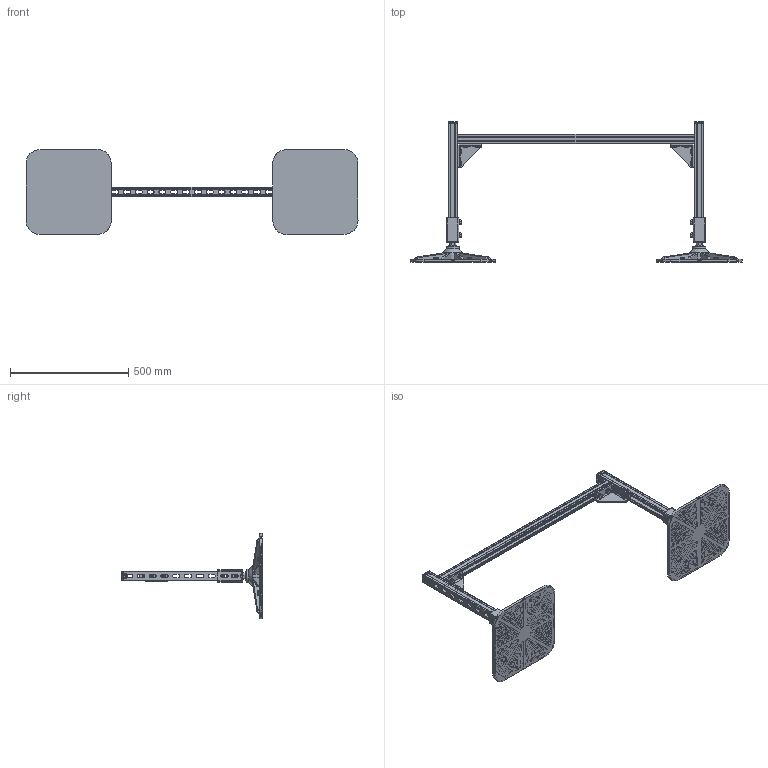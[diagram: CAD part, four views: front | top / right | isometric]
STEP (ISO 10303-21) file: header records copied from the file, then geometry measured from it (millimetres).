
FILE_DESCRIPTION(/* description */ (''),/* implementation_level */ '2;1');
FILE_NAME(/* name */ 'KM-TR-F-SSHRAD-1000x500.iam.stp',/* time_stamp */ '2024-05-20T14:42:53+03:00',/* author */ ('Данилков С.А.'),/* organization */ (''),/* preprocessor_version */ 'ST-DEVELOPER v19.2',/* originating_system */ 'Autodesk Inventor 2023',/* authorisation */ '');
FILE_SCHEMA (('AUTOMOTIVE_DESIGN { 1 0 10303 214 3 1 1 }'));
Products named in the file (21): KM-TR-F-SSfHCAD-D80; СДЕН.304110.1000.250; СДЕН.304110.0500.250; 30843.41; СДЕН.435001.05.01.450; KM-TR-F-KOP41-41; СДЕН433103.03; 433103.04; 433103.05 Шайба сфера; DIN 934 - M16; СДЕН.433103.02; 433103.06 Шайба сфера 
большая; DIN 933 - M16  x 60; СДЕН.433103.01; 450210.10 Гайка канальная 
М10, GK10; СДЕН.435001.05.02; СДЕН.308130.001; DIN 125-2 - A 10,5; DIN 127 - A 10; DIN 933 - M10  x 30; 450210.12 Гайка канальная 
М12, GK12
Assembly tree (43 placements, depth 4):
  KM-TR-F-SSfHCAD-D80
    СДЕН.435001.05.02  x2
      СДЕН.308130.001
      DIN 125-2 - A 10,5
      DIN 127 - A 10
      DIN 933 - M10  x 30
      450210.12 Гайка канальная 
М12, GK12
    СДЕН.304110.1000.250
    СДЕН.304110.0500.250  x2
    30843.41  x2
    СДЕН.435001.05.01.450  x2
      KM-TR-F-KOP41-41
        СДЕН433103.03
        433103.04
        433103.05 Шайба сфера
        DIN 934 - M16
        СДЕН.433103.02
        433103.06 Шайба сфера 
большая
        DIN 933 - M16  x 60
        СДЕН.433103.01
      450210.10 Гайка канальная 
М10, GK10
      DIN 125-2 - A 10,5
      DIN 127 - A 10
      DIN 933 - M10  x 30
Bounding box: 1403.5 x 592.6 x 360.5 mm (x, y, z)
Volume: 3899509.3 mm3; surface area: 2147073.2 mm2
Topology: 73 solids, 73 shells, 4210 faces, 11280 edges, 7562 vertices
Faces by surface type: plane 1900, cylinder 1772, torus 336, cone 120, sphere 48, bspline 34
Full cylindrical faces by diameter (mm): 9.188 x12, 10 x16, 10.5 x12, 12 x8, 13 x8, 13.835 x2, 14.917 x2, 15.4 x12, 16 x2, 16.5 x4, 18 x2, 20 x44, 22 x2, 33 x2, 38 x2, 56 x2, 63 x2, 78 x2
Entity records: 61723 total; most frequent: CARTESIAN_POINT 17156, ORIENTED_EDGE 9190, DIRECTION 8842, EDGE_CURVE 4595, AXIS2_PLACEMENT_3D 3264, VERTEX_POINT 3098, LINE 2314, VECTOR 2314
